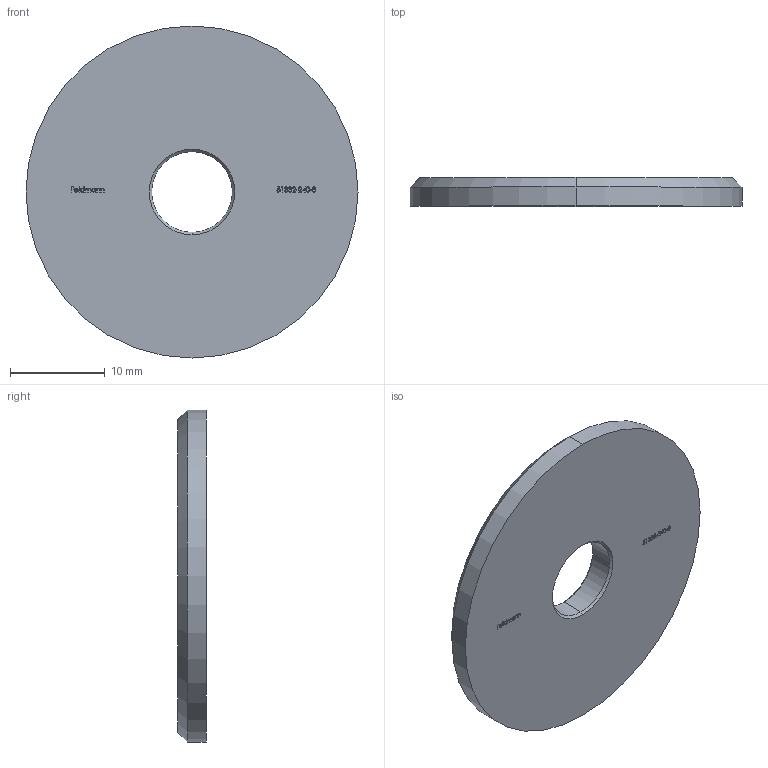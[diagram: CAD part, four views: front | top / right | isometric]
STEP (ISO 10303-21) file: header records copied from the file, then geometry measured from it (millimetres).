
FILE_DESCRIPTION (( 'STEP AP203' ), '1' );
FILE_NAME ('51332-240-8.step', '2020-10-21T10:55:45', ( '' ), ( '' ), 'SwSTEP 2.0', 'SolidWorks 2018', '' );
FILE_SCHEMA (( 'CONFIG_CONTROL_DESIGN' ));
Length unit declared in the file: millimetre
Products named in the file (2): 51332-240-8
Bounding box: 35 x 3 x 35 mm (x, y, z)
Volume: 2660.4 mm3; surface area: 2151.5 mm2
Topology: 1 solids, 1 shells, 265 faces, 705 edges, 468 vertices
Faces by surface type: plane 133, bspline 122, cone 6, cylinder 4
Entity records: 14756 total; most frequent: CARTESIAN_POINT 8826, ORIENTED_EDGE 1410, DIRECTION 765, EDGE_CURVE 705, VERTEX_POINT 468, VECTOR 447, LINE 447, EDGE_LOOP 293
